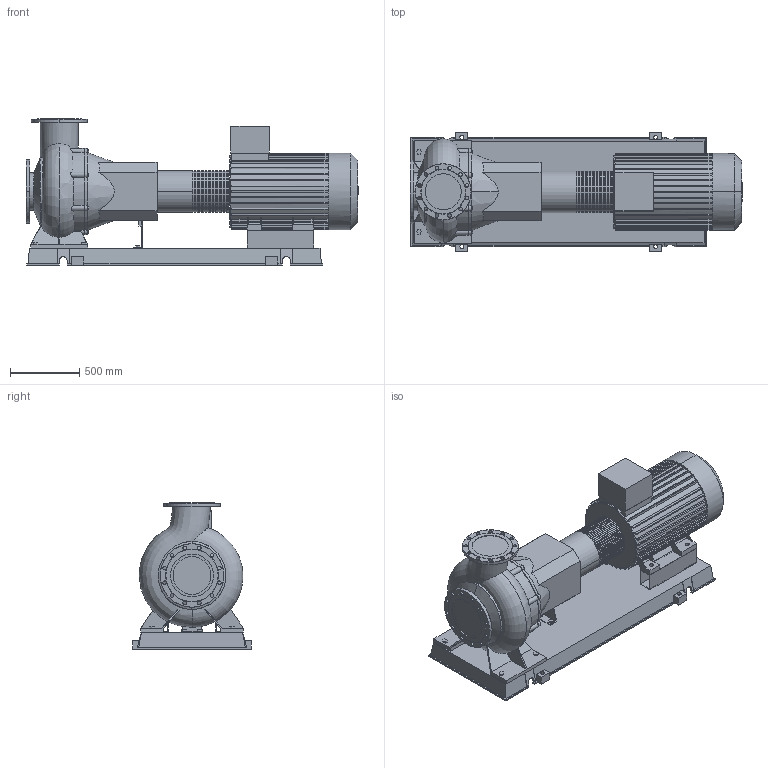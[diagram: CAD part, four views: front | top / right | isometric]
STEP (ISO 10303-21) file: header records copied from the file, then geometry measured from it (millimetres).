
FILE_DESCRIPTION((''),'2;1');
FILE_NAME('3d_NLG250_400-75_4-4452618.stp','2013-10-24T10:30:45',(''),(''),'Mechanical Desktop 2009','Mechanical Desktop 2009',', , ');
FILE_SCHEMA(('CONFIG_CONTROL_DESIGN'));
Length unit declared in the file: millimetre
Products named in the file (1): Product
Bounding box: 2399.5 x 860 x 1058 mm (x, y, z)
Volume: 532206957.5 mm3; surface area: 13061915.9 mm2
Topology: 12 solids, 12 shells, 854 faces, 2245 edges, 1472 vertices
Faces by surface type: plane 394, cylinder 225, bspline 209, torus 14, cone 12
Entity records: 32660 total; most frequent: CARTESIAN_POINT 11581, ORIENTED_EDGE 4492, DIRECTION 4113, EDGE_CURVE 2246, VERTEX_POINT 1472, VECTOR 1401, LINE 1401, AXIS2_PLACEMENT_3D 1356
